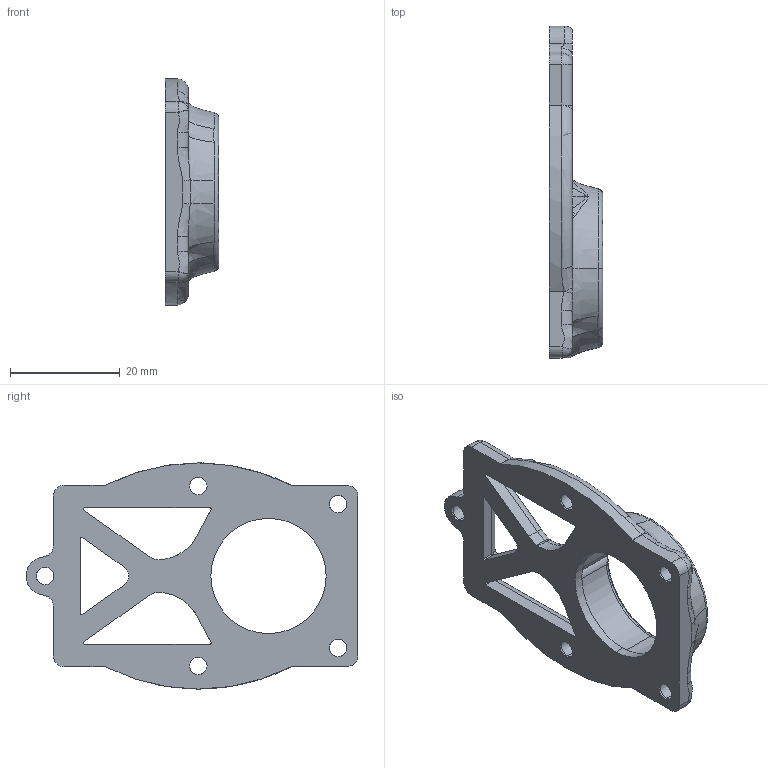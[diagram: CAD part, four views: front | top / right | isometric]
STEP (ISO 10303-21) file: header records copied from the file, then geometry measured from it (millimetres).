
FILE_DESCRIPTION (( 'STEP AP214' ), '1' );
FILE_NAME ('SAM_case4-5_lid.STEP', '2025-01-01T01:47:43', ( '' ), ( '' ), 'SwSTEP 2.0', 'SolidWorks 2023', '' );
FILE_SCHEMA (( 'AUTOMOTIVE_DESIGN' ));
Length unit declared in the file: millimetre
Products named in the file (1): SAM_case4-5_lid
Bounding box: 9.7 x 60.49 x 41.23 mm (x, y, z)
Volume: 6648.2 mm3; surface area: 5001.6 mm2
Topology: 1 solids, 1 shells, 171 faces, 435 edges, 258 vertices
Faces by surface type: cylinder 59, bspline 41, torus 26, plane 26, cone 13, sphere 6
Entity records: 10183 total; most frequent: CARTESIAN_POINT 6367, ORIENTED_EDGE 866, DIRECTION 726, EDGE_CURVE 433, AXIS2_PLACEMENT_3D 303, VERTEX_POINT 258, EDGE_LOOP 183, CIRCLE 172
